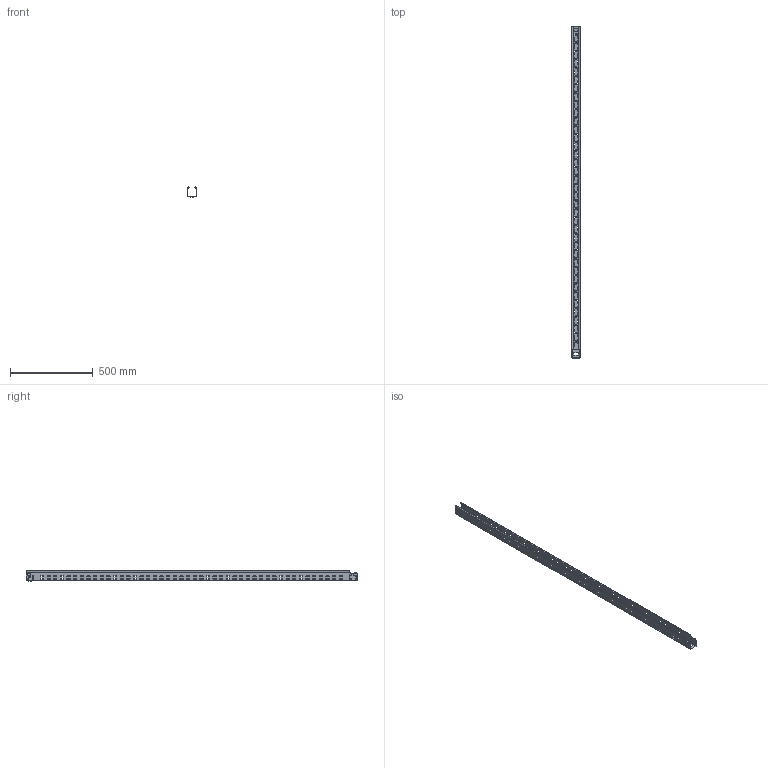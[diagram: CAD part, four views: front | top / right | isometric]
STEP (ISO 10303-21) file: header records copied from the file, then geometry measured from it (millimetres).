
FILE_DESCRIPTION(/* description */ (''),/* implementation_level */ '2;1');
FILE_NAME(/* name */ 'KFL50H60_2.stp',/* time_stamp */ '2020-03-24T12:24:11+01:00',/* author */ ('stanislaw.luczak'),/* organization */ (''),/* preprocessor_version */ 'ST-DEVELOPER v18',/* originating_system */ 'Autodesk Inventor 2020',/* authorisation */ '');
FILE_SCHEMA (('AUTOMOTIVE_DESIGN { 1 0 10303 214 3 1 1 }'));
Length unit declared in the file: millimetre
Products named in the file (1): KFJ50H60_2
Bounding box: 58 x 2000 x 61.99 mm (x, y, z)
Volume: 229046.5 mm3; surface area: 667684 mm2
Topology: 1 solids, 1 shells, 1474 faces, 4392 edges, 2912 vertices
Faces by surface type: plane 742, cylinder 732
Full cylindrical faces by diameter (mm): 8.5 x38
Entity records: 51355 total; most frequent: CARTESIAN_POINT 8923, DIRECTION 8820, ORIENTED_EDGE 8784, EDGE_CURVE 4392, AXIS2_PLACEMENT_3D 2969, VERTEX_POINT 2912, LINE 2882, VECTOR 2882
